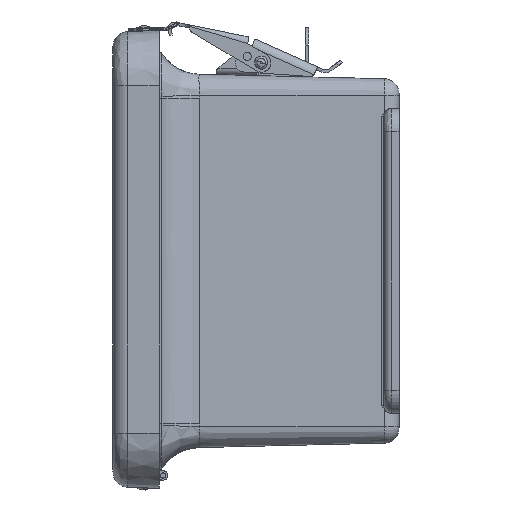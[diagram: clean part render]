
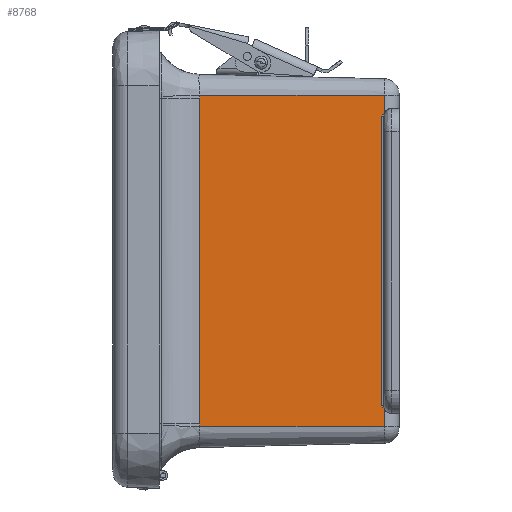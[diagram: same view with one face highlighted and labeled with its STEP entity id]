
A CAD part, left-side view. The second image highlights one B-rep face of the part: STEP entity #8768.
In plain terms, the highlighted face is planar.
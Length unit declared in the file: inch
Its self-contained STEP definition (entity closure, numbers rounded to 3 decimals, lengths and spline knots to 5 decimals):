
#541 = EDGE_CURVE ( 'NONE', #39759, #29542, #44343, .T. ) ;
#653 = CARTESIAN_POINT ( 'NONE',  ( 3.99192, 2.71875, 4.25597 ) ) ;
#671 = VECTOR ( 'NONE', #35663, 39.37008 ) ;
#1407 = CARTESIAN_POINT ( 'NONE',  ( 4.06428, -2.71875, 1.22687 ) ) ;
#1730 = CARTESIAN_POINT ( 'NONE',  ( 3.99242, -2.40747, 4.23494 ) ) ;
#1921 = EDGE_CURVE ( 'NONE', #42760, #10695, #43196, .T. ) ;
#3091 = VECTOR ( 'NONE', #6176, 39.37008 ) ;
#3288 = CARTESIAN_POINT ( 'NONE',  ( 3.99192, 1.35938, 4.25597 ) ) ;
#3361 = EDGE_LOOP ( 'NONE', ( #14541, #39632, #49526, #46914, #30683, #4860, #42435, #16306, #4161, #15446 ) ) ;
#4161 = ORIENTED_EDGE ( 'NONE', *, *, #1921, .F. ) ;
#4612 = CARTESIAN_POINT ( 'NONE',  ( 3.99228, 2.418, 4.24111 ) ) ;
#4811 = EDGE_CURVE ( 'NONE', #51277, #10695, #42698, .T. ) ;
#4860 = ORIENTED_EDGE ( 'NONE', *, *, #15701, .T. ) ;
#5597 = CARTESIAN_POINT ( 'NONE',  ( 3.99209, -2.43045, 4.24891 ) ) ;
#6176 = DIRECTION ( 'NONE',  ( 0.024, 0., -1. ) ) ;
#6442 = DIRECTION ( 'NONE',  ( 0., -1., 0. ) ) ;
#7496 = B_SPLINE_CURVE_WITH_KNOTS ( 'NONE', 3,
 ( #20103, #28167, #31325, #4612, #23508, #16506, #31579, #36229, #47149, #15732, #11589, #19860, #32347 ),
 .UNSPECIFIED., .F., .F.,
 ( 4, 1, 1, 1, 1, 1, 2, 2, 4 ),
 ( 0., 0.25, 0.375, 0.4375, 0.46875, 0.48437, 0.49219, 0.5, 1. ),
 .UNSPECIFIED. ) ;
#8673 = CARTESIAN_POINT ( 'NONE',  ( 4.06427, -2.67477, 1.2274 ) ) ;
#8768 = ADVANCED_FACE ( 'NONE', ( #30011 ), #10584, .T. ) ;
#9489 = CARTESIAN_POINT ( 'NONE',  ( 3.99244, -2.40604, 4.23414 ) ) ;
#9749 = CARTESIAN_POINT ( 'NONE',  ( 3.99251, -2.40047, 4.23109 ) ) ;
#10231 = CARTESIAN_POINT ( 'NONE',  ( 3.99243, -2.40688, 4.23461 ) ) ;
#10584 = PLANE ( 'NONE',  #27404 ) ;
#10695 = VERTEX_POINT ( 'NONE', #653 ) ;
#11302 = DIRECTION ( 'NONE',  ( -0.024, 0., 1. ) ) ;
#11352 = DIRECTION ( 'NONE',  ( 0.024, 0., -1. ) ) ;
#11380 = EDGE_CURVE ( 'NONE', #39759, #30924, #12300, .T. ) ;
#11589 = CARTESIAN_POINT ( 'NONE',  ( 3.99252, 2.40034, 4.23091 ) ) ;
#12300 = LINE ( 'NONE', #3288, #36102 ) ;
#13228 = CARTESIAN_POINT ( 'NONE',  ( 3.99192, 2.43951, 4.25597 ) ) ;
#14014 = CARTESIAN_POINT ( 'NONE',  ( 4.06427, 2.67477, 1.2274 ) ) ;
#14541 = ORIENTED_EDGE ( 'NONE', *, *, #49436, .T. ) ;
#14825 = LINE ( 'NONE', #46483, #47331 ) ;
#15446 = ORIENTED_EDGE ( 'NONE', *, *, #34686, .T. ) ;
#15701 = EDGE_CURVE ( 'NONE', #37808, #37718, #14825, .T. ) ;
#15732 = CARTESIAN_POINT ( 'NONE',  ( 3.99242, 2.40782, 4.23514 ) ) ;
#16306 = ORIENTED_EDGE ( 'NONE', *, *, #4811, .T. ) ;
#16506 = CARTESIAN_POINT ( 'NONE',  ( 3.99238, 2.41034, 4.23658 ) ) ;
#17207 = CARTESIAN_POINT ( 'NONE',  ( 3.99283, 2.375, 4.218 ) ) ;
#19111 = DIRECTION ( 'NONE',  ( 1., 0., 0.024 ) ) ;
#19860 = CARTESIAN_POINT ( 'NONE',  ( 3.99266, 2.38944, 4.22522 ) ) ;
#20103 = CARTESIAN_POINT ( 'NONE',  ( 3.99192, 2.43951, 4.25597 ) ) ;
#20539 = CARTESIAN_POINT ( 'NONE',  ( 3.99192, -2.71875, 4.25597 ) ) ;
#21355 = CARTESIAN_POINT ( 'NONE',  ( 3.99192, -2.43951, 4.25597 ) ) ;
#21496 = CARTESIAN_POINT ( 'NONE',  ( 4.06427, 2.7041, 1.22722 ) ) ;
#21692 = CARTESIAN_POINT ( 'NONE',  ( 4.09351, -2.71875, 0.00299 ) ) ;
#23078 = VERTEX_POINT ( 'NONE', #38124 ) ;
#23252 = CARTESIAN_POINT ( 'NONE',  ( 4.09351, 2.71875, 0.00299 ) ) ;
#23508 = CARTESIAN_POINT ( 'NONE',  ( 3.99235, 2.41294, 4.23809 ) ) ;
#23923 = CARTESIAN_POINT ( 'NONE',  ( 3.99192, -2.43951, 4.25597 ) ) ;
#27404 = AXIS2_PLACEMENT_3D ( 'NONE', #23252, #19111, #11352 ) ;
#28167 = CARTESIAN_POINT ( 'NONE',  ( 3.992, 2.43499, 4.25244 ) ) ;
#29542 = VERTEX_POINT ( 'NONE', #1407 ) ;
#29582 = VECTOR ( 'NONE', #11302, 39.37008 ) ;
#29678 = CARTESIAN_POINT ( 'NONE',  ( 3.99226, -2.41985, 4.24194 ) ) ;
#29778 = LINE ( 'NONE', #38325, #47500 ) ;
#30011 = FACE_OUTER_BOUND ( 'NONE', #3361, .T. ) ;
#30191 = CARTESIAN_POINT ( 'NONE',  ( 3.99274, -2.38221, 4.22161 ) ) ;
#30683 = ORIENTED_EDGE ( 'NONE', *, *, #34215, .F. ) ;
#30924 = VERTEX_POINT ( 'NONE', #23923 ) ;
#31018 = CARTESIAN_POINT ( 'NONE',  ( 4.09351, 2.71875, 0.00299 ) ) ;
#31325 = CARTESIAN_POINT ( 'NONE',  ( 3.99213, 2.42762, 4.24718 ) ) ;
#31579 = CARTESIAN_POINT ( 'NONE',  ( 3.9924, 2.40903, 4.23583 ) ) ;
#32347 = CARTESIAN_POINT ( 'NONE',  ( 3.99283, 2.375, 4.218 ) ) ;
#34180 = B_SPLINE_CURVE_WITH_KNOTS ( 'NONE', 3,
 ( #49598, #21496, #37861, #14014 ),
 .UNSPECIFIED., .F., .F.,
 ( 4, 4 ),
 ( 0., 1. ),
 .UNSPECIFIED. ) ;
#34215 = EDGE_CURVE ( 'NONE', #37808, #29542, #41023, .T. ) ;
#34686 = EDGE_CURVE ( 'NONE', #42760, #49808, #7496, .T. ) ;
#35663 = DIRECTION ( 'NONE',  ( 0., 1., 0. ) ) ;
#35910 = DIRECTION ( 'NONE',  ( 0., 1., 0. ) ) ;
#36102 = VECTOR ( 'NONE', #35910, 39.37008 ) ;
#36229 = CARTESIAN_POINT ( 'NONE',  ( 3.99241, 2.40846, 4.2355 ) ) ;
#36977 = CARTESIAN_POINT ( 'NONE',  ( 3.99283, -2.375, 4.218 ) ) ;
#37194 = CARTESIAN_POINT ( 'NONE',  ( 4.06427, -2.68944, 1.2274 ) ) ;
#37718 = VERTEX_POINT ( 'NONE', #46189 ) ;
#37808 = VERTEX_POINT ( 'NONE', #44100 ) ;
#37861 = CARTESIAN_POINT ( 'NONE',  ( 4.06427, 2.68944, 1.2274 ) ) ;
#38124 = CARTESIAN_POINT ( 'NONE',  ( 3.99283, -2.375, 4.218 ) ) ;
#38325 = CARTESIAN_POINT ( 'NONE',  ( 3.99283, 2.71875, 4.218 ) ) ;
#39632 = ORIENTED_EDGE ( 'NONE', *, *, #50692, .T. ) ;
#39759 = VERTEX_POINT ( 'NONE', #20539 ) ;
#40059 = CARTESIAN_POINT ( 'NONE',  ( 3.99192, 1.35938, 4.25597 ) ) ;
#41023 = B_SPLINE_CURVE_WITH_KNOTS ( 'NONE', 3,
 ( #8673, #37194, #48368, #41074 ),
 .UNSPECIFIED., .F., .F.,
 ( 4, 4 ),
 ( 0., 1. ),
 .UNSPECIFIED. ) ;
#41074 = CARTESIAN_POINT ( 'NONE',  ( 4.06428, -2.71875, 1.22687 ) ) ;
#41110 = CARTESIAN_POINT ( 'NONE',  ( 3.99247, -2.40428, 4.23317 ) ) ;
#41251 = CARTESIAN_POINT ( 'NONE',  ( 4.06428, 2.71875, 1.22687 ) ) ;
#42435 = ORIENTED_EDGE ( 'NONE', *, *, #43767, .F. ) ;
#42698 = LINE ( 'NONE', #31018, #29582 ) ;
#42760 = VERTEX_POINT ( 'NONE', #13228 ) ;
#42966 = B_SPLINE_CURVE_WITH_KNOTS ( 'NONE', 3,
 ( #36977, #30191, #46031, #9749, #41110, #9489, #10231, #48941, #1730, #45523, #29678, #5597, #21355 ),
 .UNSPECIFIED., .F., .F.,
 ( 4, 1, 1, 1, 1, 1, 2, 2, 4 ),
 ( 0., 0.25, 0.375, 0.4375, 0.46875, 0.48438, 0.49219, 0.5, 1. ),
 .UNSPECIFIED. ) ;
#43196 = LINE ( 'NONE', #40059, #671 ) ;
#43767 = EDGE_CURVE ( 'NONE', #51277, #37718, #34180, .T. ) ;
#44100 = CARTESIAN_POINT ( 'NONE',  ( 4.06427, -2.67477, 1.2274 ) ) ;
#44343 = LINE ( 'NONE', #21692, #3091 ) ;
#45523 = CARTESIAN_POINT ( 'NONE',  ( 3.99242, -2.40751, 4.23497 ) ) ;
#46031 = CARTESIAN_POINT ( 'NONE',  ( 3.99263, -2.39171, 4.22645 ) ) ;
#46189 = CARTESIAN_POINT ( 'NONE',  ( 4.06427, 2.67477, 1.2274 ) ) ;
#46483 = CARTESIAN_POINT ( 'NONE',  ( 4.06427, 2.71875, 1.2274 ) ) ;
#46914 = ORIENTED_EDGE ( 'NONE', *, *, #541, .T. ) ;
#47149 = CARTESIAN_POINT ( 'NONE',  ( 3.99241, 2.40808, 4.23529 ) ) ;
#47331 = VECTOR ( 'NONE', #51189, 39.37008 ) ;
#47500 = VECTOR ( 'NONE', #6442, 39.37008 ) ;
#48368 = CARTESIAN_POINT ( 'NONE',  ( 4.06427, -2.7041, 1.22722 ) ) ;
#48941 = CARTESIAN_POINT ( 'NONE',  ( 3.99243, -2.40724, 4.23481 ) ) ;
#49436 = EDGE_CURVE ( 'NONE', #49808, #23078, #29778, .T. ) ;
#49526 = ORIENTED_EDGE ( 'NONE', *, *, #11380, .F. ) ;
#49598 = CARTESIAN_POINT ( 'NONE',  ( 4.06428, 2.71875, 1.22687 ) ) ;
#49808 = VERTEX_POINT ( 'NONE', #17207 ) ;
#50692 = EDGE_CURVE ( 'NONE', #23078, #30924, #42966, .T. ) ;
#51189 = DIRECTION ( 'NONE',  ( 0., 1., 0. ) ) ;
#51277 = VERTEX_POINT ( 'NONE', #41251 ) ;
